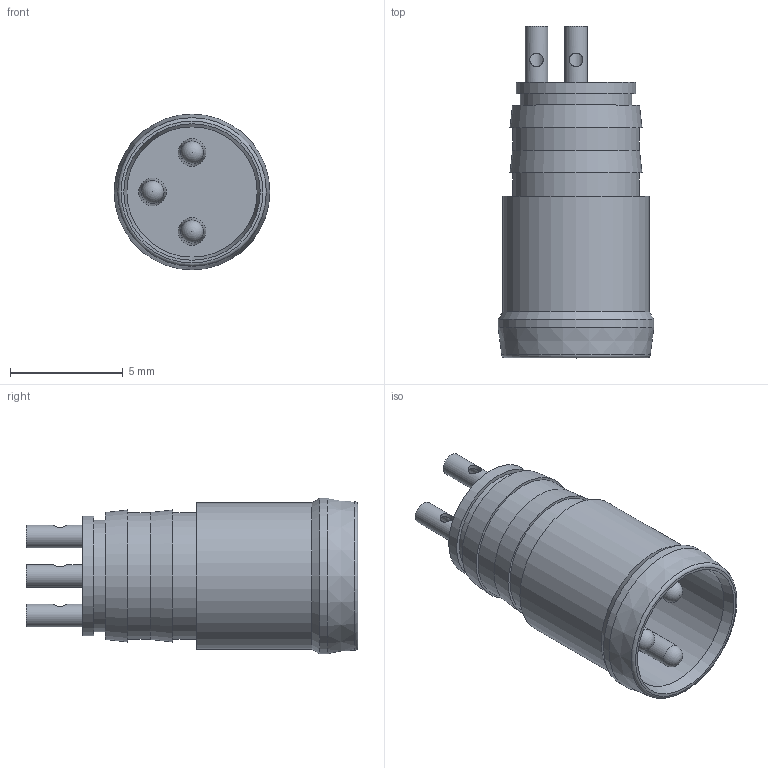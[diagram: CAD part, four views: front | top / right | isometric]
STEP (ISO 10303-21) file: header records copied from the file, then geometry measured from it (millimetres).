
FILE_DESCRIPTION(/* description */ (''),/* implementation_level */ '2;1');
FILE_NAME(/* name */ 'ESP3S.stp',/* time_stamp */ '2018-09-12T17:57:20+02:00',/* author */ (''),/* organization */ (''),/* preprocessor_version */ 'ST-DEVELOPER v16',/* originating_system */ 'SIEMENS PLM Software NX 10.0',/* authorisation */ '');
FILE_SCHEMA (('AUTOMOTIVE_DESIGN { 1 0 10303 214 3 1 1 1 }'));
Length unit declared in the file: millimetre
Products named in the file (1): ESP3S
Bounding box: 6.9 x 14.7 x 6.9 mm (x, y, z)
Volume: 247.3 mm3; surface area: 478.3 mm2
Topology: 1 solids, 1 shells, 51 faces, 102 edges, 65 vertices
Faces by surface type: cylinder 19, plane 14, cone 14, sphere 3, torus 1
Full cylindrical faces by diameter (mm): 0.6 x3, 0.7 x3, 1 x6, 4.95 x1, 5.3 x1, 5.625 x2, 5.775 x1, 6.475 x1, 6.9 x1
Entity records: 1461 total; most frequent: CARTESIAN_POINT 548, DIRECTION 198, FACE_BOUND 106, EDGE_LOOP 106, ORIENTED_EDGE 106, AXIS2_PLACEMENT_3D 99, VERTEX_POINT 56, EDGE_CURVE 53
